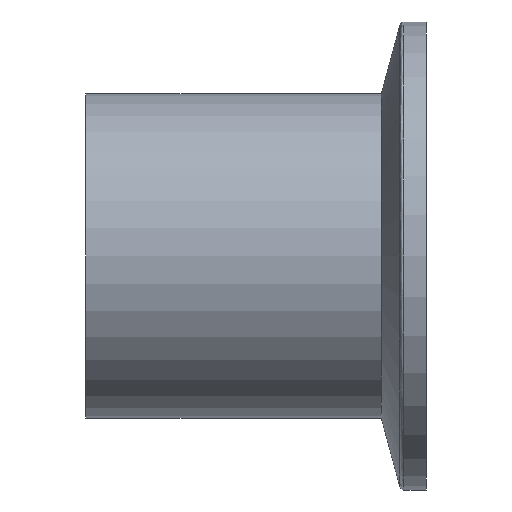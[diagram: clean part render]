
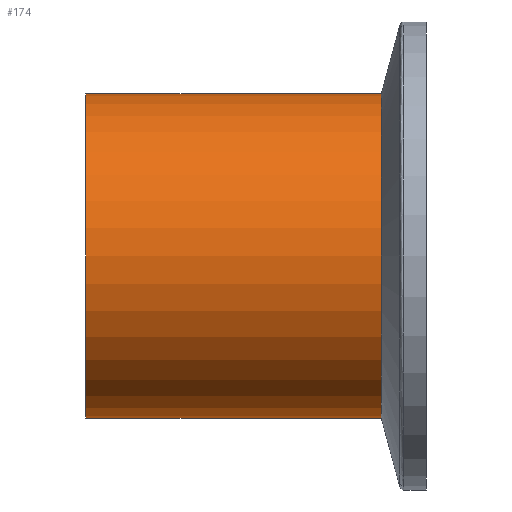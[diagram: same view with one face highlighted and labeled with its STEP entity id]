
A CAD part, front view. The second image highlights one B-rep face of the part: STEP entity #174.
In plain terms, the highlighted cylindrical face has radius 19.05 mm (diameter 38.1 mm), a full revolution.
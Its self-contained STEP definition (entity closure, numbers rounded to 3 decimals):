
#1 = CIRCLE ( 'NONE', #18, 19.05 ) ;
#2 = EDGE_CURVE ( 'NONE', #181, #181, #196, .T. ) ;
#8 = VERTEX_POINT ( 'NONE', #215 ) ;
#17 = DIRECTION ( 'NONE',  ( 0., 0., 1. ) ) ;
#18 = AXIS2_PLACEMENT_3D ( 'NONE', #149, #164, #108 ) ;
#26 = DIRECTION ( 'NONE',  ( 0., 0., 1. ) ) ;
#61 = DIRECTION ( 'NONE',  ( -1., 0., 0. ) ) ;
#63 = AXIS2_PLACEMENT_3D ( 'NONE', #71, #146, #26 ) ;
#71 = CARTESIAN_POINT ( 'NONE',  ( 0., 0., 0. ) ) ;
#75 = EDGE_LOOP ( 'NONE', ( #193 ) ) ;
#94 = ORIENTED_EDGE ( 'NONE', *, *, #248, .T. ) ;
#108 = DIRECTION ( 'NONE',  ( 0., 0., 1. ) ) ;
#109 = EDGE_LOOP ( 'NONE', ( #94 ) ) ;
#146 = DIRECTION ( 'NONE',  ( -1., 0., 0. ) ) ;
#149 = CARTESIAN_POINT ( 'NONE',  ( -40., 0., 0. ) ) ;
#150 = AXIS2_PLACEMENT_3D ( 'NONE', #183, #61, #17 ) ;
#164 = DIRECTION ( 'NONE',  ( 1., 0., 0. ) ) ;
#172 = FACE_OUTER_BOUND ( 'NONE', #75, .T. ) ;
#174 = ADVANCED_FACE ( 'NONE', ( #213, #172 ), #237, .T. ) ;
#181 = VERTEX_POINT ( 'NONE', #245 ) ;
#183 = CARTESIAN_POINT ( 'NONE',  ( -5.264, 0., 0. ) ) ;
#193 = ORIENTED_EDGE ( 'NONE', *, *, #2, .T. ) ;
#196 = CIRCLE ( 'NONE', #150, 19.05 ) ;
#213 = FACE_OUTER_BOUND ( 'NONE', #109, .T. ) ;
#215 = CARTESIAN_POINT ( 'NONE',  ( -40., 0., 19.05 ) ) ;
#237 = CYLINDRICAL_SURFACE ( 'NONE', #63, 19.05 ) ;
#245 = CARTESIAN_POINT ( 'NONE',  ( -5.264, 0., 19.05 ) ) ;
#248 = EDGE_CURVE ( 'NONE', #8, #8, #1, .T. ) ;
